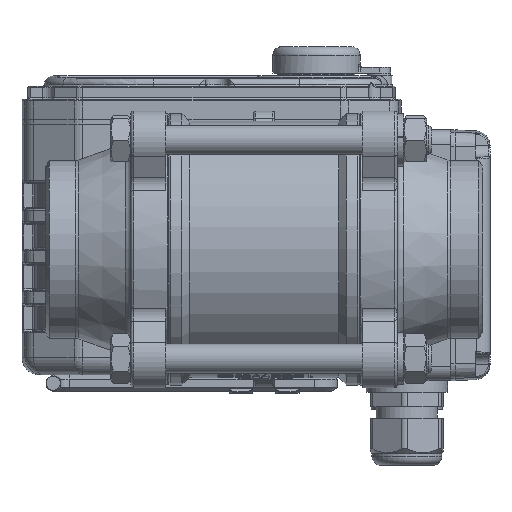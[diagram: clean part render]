
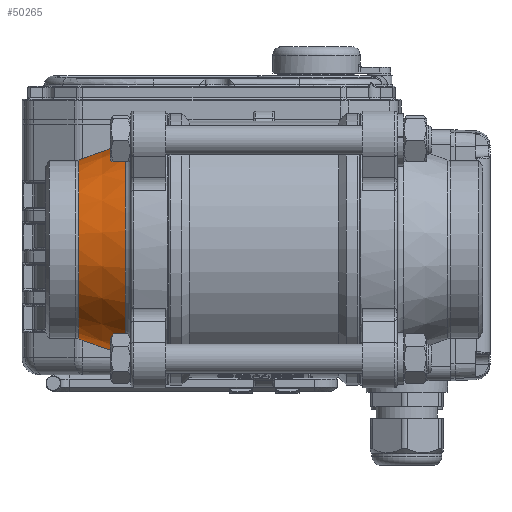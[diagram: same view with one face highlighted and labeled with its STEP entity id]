
A CAD part, front view. The second image highlights one B-rep face of the part: STEP entity #50265.
In plain terms, the highlighted conical face has half-angle 19.505 degrees and reference radius 30.5 mm.
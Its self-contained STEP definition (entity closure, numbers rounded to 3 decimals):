
#314=CONICAL_SURFACE('',#55802,30.5,0.34);
#10877=CIRCLE('',#55803,36.292);
#10878=CIRCLE('',#55804,30.672);
#26323=ORIENTED_EDGE('',*,*,#33522,.T.);
#26324=ORIENTED_EDGE('',*,*,#33523,.T.);
#33522=EDGE_CURVE('',#38212,#38212,#10877,.F.);
#33523=EDGE_CURVE('',#38213,#38213,#10878,.T.);
#38212=VERTEX_POINT('',#113602);
#38213=VERTEX_POINT('',#113604);
#42677=EDGE_LOOP('',(#26323));
#42678=EDGE_LOOP('',(#26324));
#46247=FACE_BOUND('',#42677,.T.);
#46248=FACE_BOUND('',#42678,.T.);
#50265=ADVANCED_FACE('',(#46247,#46248),#314,.T.);
#55802=AXIS2_PLACEMENT_3D('',#113600,#69908,#69909);
#55803=AXIS2_PLACEMENT_3D('',#113601,#69910,#69911);
#55804=AXIS2_PLACEMENT_3D('',#113603,#69912,#69913);
#69908=DIRECTION('',(1.,0.,0.));
#69909=DIRECTION('',(0.,0.,-1.));
#69910=DIRECTION('',(1.,0.,0.));
#69911=DIRECTION('',(0.,0.,-1.));
#69912=DIRECTION('',(1.,0.,0.));
#69913=DIRECTION('',(0.,0.,-1.));
#113600=CARTESIAN_POINT('',(-64.,0.,0.));
#113601=CARTESIAN_POINT('',(-47.648,0.,0.));
#113602=CARTESIAN_POINT('',(-47.648,0.,-36.292));
#113603=CARTESIAN_POINT('',(-63.514,0.,0.));
#113604=CARTESIAN_POINT('',(-63.514,0.,-30.672));
